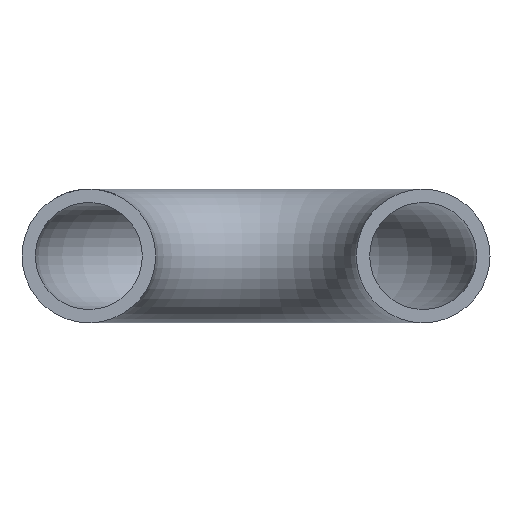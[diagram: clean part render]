
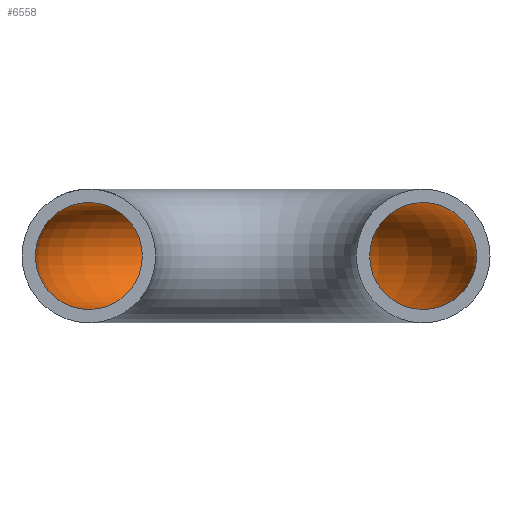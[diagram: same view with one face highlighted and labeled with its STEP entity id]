
A CAD part, front view. The second image highlights one B-rep face of the part: STEP entity #6558.
In plain terms, the highlighted toroidal (fillet/blend) face has major radius 25 mm and minor radius 8 mm.
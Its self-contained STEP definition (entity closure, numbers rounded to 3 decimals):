
#34 = EDGE_LOOP ( 'NONE', ( #12195 ) ) ;
#98 = CARTESIAN_POINT ( 'NONE',  ( 33., 0., 0. ) ) ;
#153 = DIRECTION ( 'NONE',  ( -1., 0., 0. ) ) ;
#798 = DIRECTION ( 'NONE',  ( 0., 0., 1. ) ) ;
#2070 = DIRECTION ( 'NONE',  ( 0., 0., -1. ) ) ;
#2400 = VERTEX_POINT ( 'NONE', #6330 ) ;
#3934 = AXIS2_PLACEMENT_3D ( 'NONE', #5563, #11600, #8675 ) ;
#4324 = CIRCLE ( 'NONE', #5389, 8. ) ;
#5199 = CIRCLE ( 'NONE', #3934, 8. ) ;
#5389 = AXIS2_PLACEMENT_3D ( 'NONE', #10740, #6830, #798 ) ;
#5446 = VERTEX_POINT ( 'NONE', #98 ) ;
#5563 = CARTESIAN_POINT ( 'NONE',  ( 25., 0., 0. ) ) ;
#6073 = ORIENTED_EDGE ( 'NONE', *, *, #7601, .F. ) ;
#6330 = CARTESIAN_POINT ( 'NONE',  ( -25., 0., 8. ) ) ;
#6466 = AXIS2_PLACEMENT_3D ( 'NONE', #8245, #2070, #153 ) ;
#6558 = ADVANCED_FACE ( 'NONE', ( #8116, #12165 ), #8564, .F. ) ;
#6830 = DIRECTION ( 'NONE',  ( 0., 1., 0. ) ) ;
#7601 = EDGE_CURVE ( 'NONE', #2400, #2400, #4324, .T. ) ;
#8116 = FACE_OUTER_BOUND ( 'NONE', #34, .T. ) ;
#8245 = CARTESIAN_POINT ( 'NONE',  ( 0., 0., 0. ) ) ;
#8564 = TOROIDAL_SURFACE ( 'NONE', #6466, 25., 8. ) ;
#8675 = DIRECTION ( 'NONE',  ( 1., 0., 0. ) ) ;
#10740 = CARTESIAN_POINT ( 'NONE',  ( -25., 0., 0. ) ) ;
#11136 = EDGE_CURVE ( 'NONE', #5446, #5446, #5199, .T. ) ;
#11493 = EDGE_LOOP ( 'NONE', ( #6073 ) ) ;
#11600 = DIRECTION ( 'NONE',  ( 0., -1., 0. ) ) ;
#12165 = FACE_OUTER_BOUND ( 'NONE', #11493, .T. ) ;
#12195 = ORIENTED_EDGE ( 'NONE', *, *, #11136, .T. ) ;
